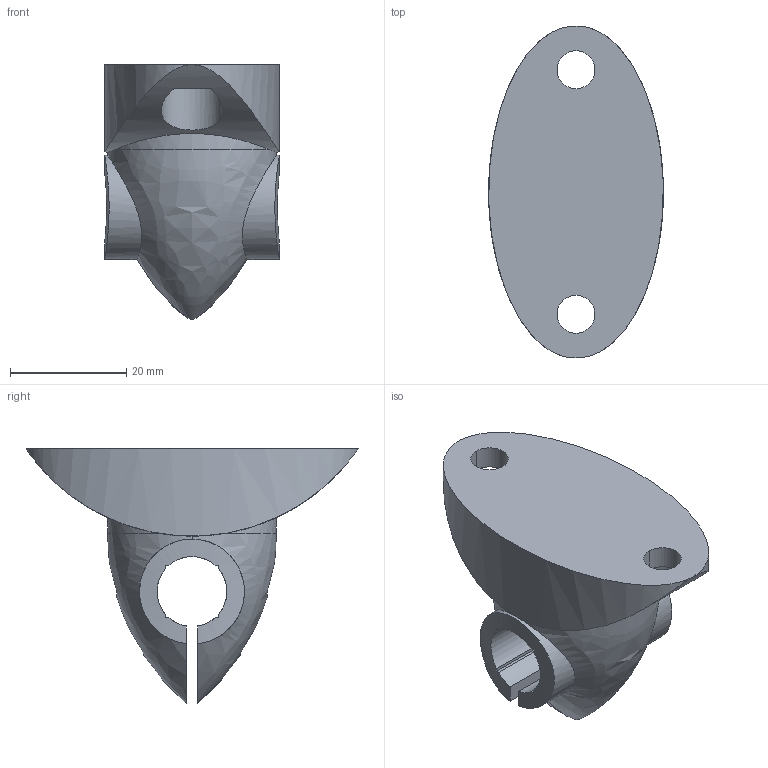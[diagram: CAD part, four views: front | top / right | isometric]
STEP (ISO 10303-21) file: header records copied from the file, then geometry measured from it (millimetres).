
FILE_DESCRIPTION((''),'2;1');
FILE_NAME('12096_NOSILEC_SENZORJA','2022-09-19T07:58:26',('PredragRovcanin'),('Audax d.o.o.'),'CREO PARAMETRIC BY PTC INC, 2020281','CREO PARAMETRIC BY PTC INC, 2020281','');
FILE_SCHEMA(('AP242_MANAGED_MODEL_BASED_3D_ENGINEERING_MIM_LF { 1 0 10303 442 1 1 4 }'));
Length unit declared in the file: millimetre
Products named in the file (1): 12096_NOSILEC_SENZORJA
Bounding box: 30 x 57 x 43.68 mm (x, y, z)
Volume: 23897.1 mm3; surface area: 7395.2 mm2
Topology: 1 solids, 1 shells, 35 faces, 94 edges, 70 vertices
Faces by surface type: cylinder 16, plane 13, extrusion 4, bspline 2
Entity records: 2385 total; most frequent: CARTESIAN_POINT 816, COLOUR_RGB 321, ORIENTED_EDGE 176, DIRECTION 142, PRESENTATION_STYLE_ASSIGNMENT 96, STYLED_ITEM 96, CURVE_STYLE 95, EDGE_CURVE 88
